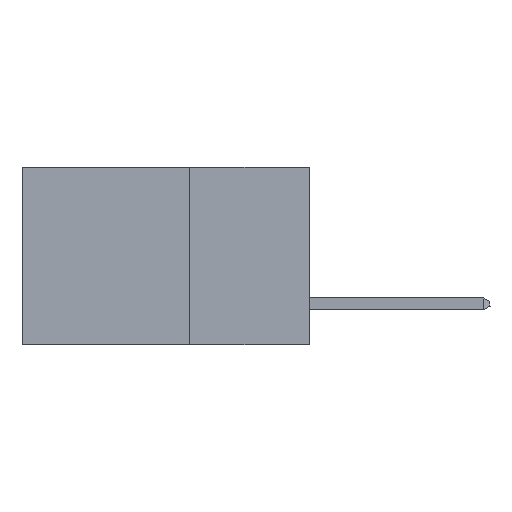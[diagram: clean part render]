
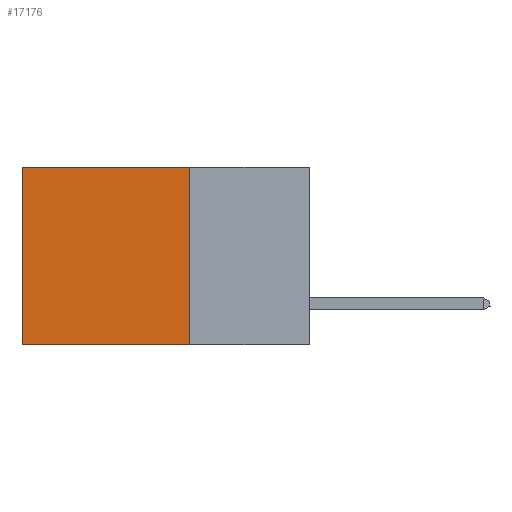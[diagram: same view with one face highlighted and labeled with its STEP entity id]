
A CAD part, left-side view. The second image highlights one B-rep face of the part: STEP entity #17176.
In plain terms, the highlighted planar face has unit normal (-1, 0, 0).
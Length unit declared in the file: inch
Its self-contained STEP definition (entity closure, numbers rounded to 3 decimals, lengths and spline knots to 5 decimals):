
#896 = EDGE_CURVE ( 'NONE', #15245, #47602, #30446, .T. ) ;
#1330 = AXIS2_PLACEMENT_3D ( 'NONE', #14234, #32511, #7165 ) ;
#1707 = VERTEX_POINT ( 'NONE', #4467 ) ;
#2874 = CARTESIAN_POINT ( 'NONE',  ( 0.2875, 0.6, 0. ) ) ;
#4310 = EDGE_CURVE ( 'NONE', #23323, #1707, #25057, .T. ) ;
#4467 = CARTESIAN_POINT ( 'NONE',  ( 0.2875, 0.25, -0.37 ) ) ;
#5393 = CARTESIAN_POINT ( 'NONE',  ( 0.2875, 0.25, 0. ) ) ;
#5890 = VECTOR ( 'NONE', #16513, 39.37008 ) ;
#7048 = ORIENTED_EDGE ( 'NONE', *, *, #19666, .F. ) ;
#7165 = DIRECTION ( 'NONE',  ( 0., 0., -1. ) ) ;
#7377 = FACE_OUTER_BOUND ( 'NONE', #42058, .T. ) ;
#11316 = EDGE_CURVE ( 'NONE', #23323, #15245, #47298, .T. ) ;
#14078 = PLANE ( 'NONE',  #1330 ) ;
#14234 = CARTESIAN_POINT ( 'NONE',  ( 0.2875, 0.25, 0. ) ) ;
#15245 = VERTEX_POINT ( 'NONE', #2874 ) ;
#15834 = DIRECTION ( 'NONE',  ( 0., 0., -1. ) ) ;
#16513 = DIRECTION ( 'NONE',  ( 0., 1., 0. ) ) ;
#16680 = ORIENTED_EDGE ( 'NONE', *, *, #896, .T. ) ;
#17176 = ADVANCED_FACE ( 'NONE', ( #7377 ), #14078, .F. ) ;
#17954 = DIRECTION ( 'NONE',  ( 0., 1., 0. ) ) ;
#19666 = EDGE_CURVE ( 'NONE', #1707, #47602, #46007, .T. ) ;
#23007 = VECTOR ( 'NONE', #15834, 39.37008 ) ;
#23115 = ORIENTED_EDGE ( 'NONE', *, *, #4310, .F. ) ;
#23323 = VERTEX_POINT ( 'NONE', #30496 ) ;
#25057 = LINE ( 'NONE', #41095, #32491 ) ;
#26822 = CARTESIAN_POINT ( 'NONE',  ( 0.2875, 0.6, -0.37 ) ) ;
#30446 = LINE ( 'NONE', #34275, #23007 ) ;
#30496 = CARTESIAN_POINT ( 'NONE',  ( 0.2875, 0.25, 0. ) ) ;
#32491 = VECTOR ( 'NONE', #44859, 39.37008 ) ;
#32511 = DIRECTION ( 'NONE',  ( 1., 0., 0. ) ) ;
#34275 = CARTESIAN_POINT ( 'NONE',  ( 0.2875, 0.6, 0. ) ) ;
#34548 = ORIENTED_EDGE ( 'NONE', *, *, #11316, .T. ) ;
#37358 = VECTOR ( 'NONE', #17954, 39.37008 ) ;
#39872 = CARTESIAN_POINT ( 'NONE',  ( 0.2875, 0.25, -0.37 ) ) ;
#41095 = CARTESIAN_POINT ( 'NONE',  ( 0.2875, 0.25, 0. ) ) ;
#42058 = EDGE_LOOP ( 'NONE', ( #16680, #7048, #23115, #34548 ) ) ;
#44859 = DIRECTION ( 'NONE',  ( 0., 0., -1. ) ) ;
#46007 = LINE ( 'NONE', #39872, #37358 ) ;
#47298 = LINE ( 'NONE', #5393, #5890 ) ;
#47602 = VERTEX_POINT ( 'NONE', #26822 ) ;
